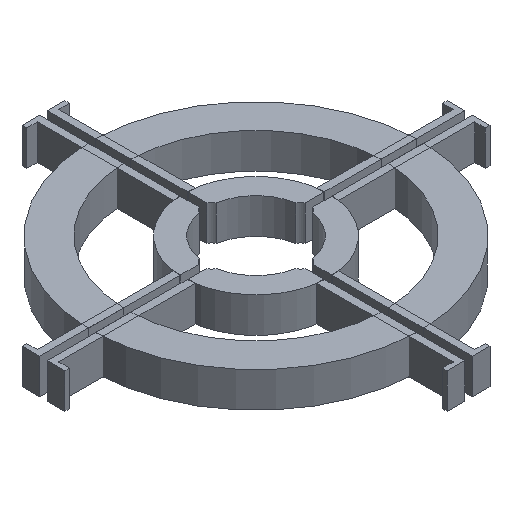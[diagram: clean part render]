
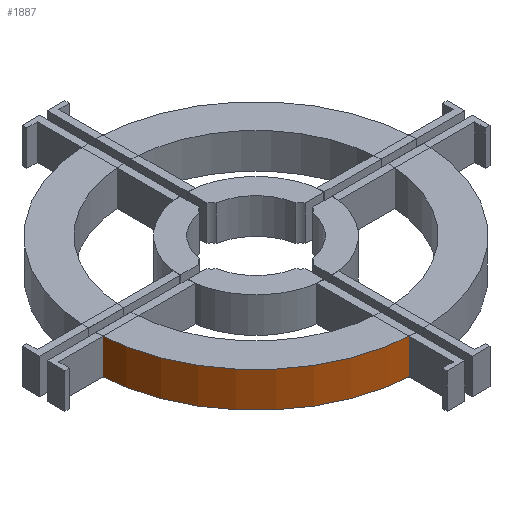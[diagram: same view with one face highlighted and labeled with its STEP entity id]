
A CAD part, isometric view. The second image highlights one B-rep face of the part: STEP entity #1887.
In plain terms, the highlighted cylindrical face has radius 69.848 mm (diameter 139.696 mm), a partial arc.
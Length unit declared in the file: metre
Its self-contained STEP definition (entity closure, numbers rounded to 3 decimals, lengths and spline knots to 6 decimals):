
#19=CIRCLE('',#2201,0.069848);
#20=CIRCLE('',#2203,0.069848);
#62=CYLINDRICAL_SURFACE('',#2202,0.069848);
#274=ORIENTED_EDGE('',*,*,#724,.F.);
#275=ORIENTED_EDGE('',*,*,#723,.T.);
#276=ORIENTED_EDGE('',*,*,#725,.T.);
#277=ORIENTED_EDGE('',*,*,#726,.F.);
#723=EDGE_CURVE('',#959,#961,#19,.T.);
#724=EDGE_CURVE('',#959,#962,#1154,.F.);
#725=EDGE_CURVE('',#961,#963,#1155,.F.);
#726=EDGE_CURVE('',#962,#963,#20,.T.);
#959=VERTEX_POINT('',#3092);
#961=VERTEX_POINT('',#3096);
#962=VERTEX_POINT('',#3100);
#963=VERTEX_POINT('',#3102);
#1154=LINE('',#3099,#1370);
#1155=LINE('',#3101,#1371);
#1370=VECTOR('',#2513,1.);
#1371=VECTOR('',#2514,1.);
#1551=EDGE_LOOP('',(#274,#275,#276,#277));
#1671=FACE_BOUND('',#1551,.T.);
#1887=ADVANCED_FACE('',(#1671),#62,.T.);
#2201=AXIS2_PLACEMENT_3D('',#3097,#2509,#2510);
#2202=AXIS2_PLACEMENT_3D('',#3098,#2511,#2512);
#2203=AXIS2_PLACEMENT_3D('',#3103,#2515,#2516);
#2509=DIRECTION('',(0.,0.,1.));
#2510=DIRECTION('',(1.,0.,0.));
#2511=DIRECTION('',(0.,0.,-1.));
#2512=DIRECTION('',(-1.,0.,0.));
#2513=DIRECTION('',(0.,0.,-1.));
#2514=DIRECTION('',(0.,0.,-1.));
#2515=DIRECTION('',(0.,0.,1.));
#2516=DIRECTION('',(1.,0.,0.));
#3092=CARTESIAN_POINT('',(-0.06983,-0.001585,0.));
#3096=CARTESIAN_POINT('',(-0.001585,-0.06983,0.));
#3097=CARTESIAN_POINT('',(0.,0.,0.));
#3098=CARTESIAN_POINT('',(0.,0.,0.015));
#3099=CARTESIAN_POINT('',(-0.06983,-0.001585,0.015));
#3100=CARTESIAN_POINT('',(-0.06983,-0.001585,0.015));
#3101=CARTESIAN_POINT('',(-0.001585,-0.06983,0.015));
#3102=CARTESIAN_POINT('',(-0.001585,-0.06983,0.015));
#3103=CARTESIAN_POINT('',(0.,0.,0.015));
